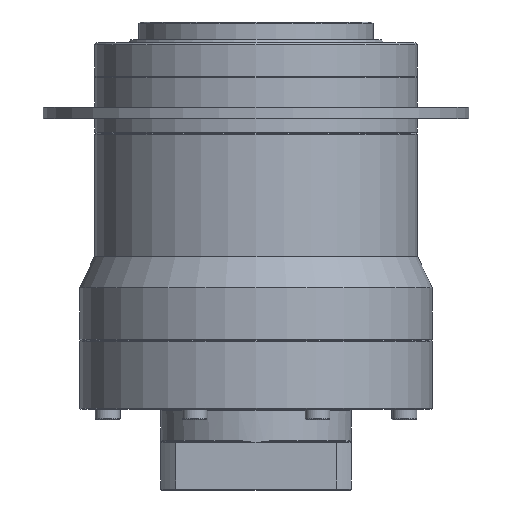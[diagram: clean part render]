
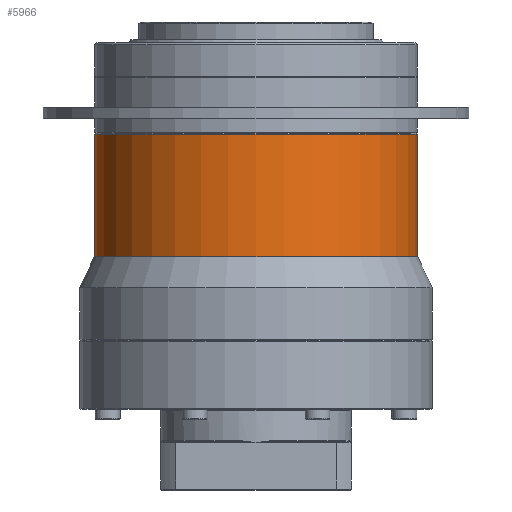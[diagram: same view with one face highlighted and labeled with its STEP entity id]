
A CAD part, front view. The second image highlights one B-rep face of the part: STEP entity #5966.
In plain terms, the highlighted cylindrical face has radius 55 mm (diameter 110 mm), a partial arc.
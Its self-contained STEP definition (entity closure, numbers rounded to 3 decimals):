
#189 = VERTEX_POINT ( 'NONE', #7398 ) ;
#1047 = EDGE_LOOP ( 'NONE', ( #1054, #10795, #13749, #4715 ) ) ;
#1054 = ORIENTED_EDGE ( 'NONE', *, *, #4729, .F. ) ;
#1111 = VECTOR ( 'NONE', #10315, 1000. ) ;
#1359 = EDGE_CURVE ( 'NONE', #4671, #9315, #1725, .T. ) ;
#1378 = EDGE_CURVE ( 'NONE', #14071, #189, #7971, .T. ) ;
#1476 = LINE ( 'NONE', #12647, #1111 ) ;
#1725 = CIRCLE ( 'NONE', #12520, 55. ) ;
#2766 = CARTESIAN_POINT ( 'NONE',  ( -55., 0., 59.3 ) ) ;
#2787 = CARTESIAN_POINT ( 'NONE',  ( -55., 0., 17.3 ) ) ;
#3522 = CARTESIAN_POINT ( 'NONE',  ( 55., 0., 59. ) ) ;
#4671 = VERTEX_POINT ( 'NONE', #2787 ) ;
#4715 = ORIENTED_EDGE ( 'NONE', *, *, #1359, .T. ) ;
#4729 = EDGE_CURVE ( 'NONE', #14071, #9315, #1476, .T. ) ;
#4847 = EDGE_CURVE ( 'NONE', #189, #4671, #8276, .T. ) ;
#5966 = ADVANCED_FACE ( 'NONE', ( #11246 ), #14167, .T. ) ;
#7398 = CARTESIAN_POINT ( 'NONE',  ( -55., 0., 59. ) ) ;
#7634 = DIRECTION ( 'NONE',  ( 0., 0., -1. ) ) ;
#7971 = CIRCLE ( 'NONE', #12496, 55. ) ;
#8276 = LINE ( 'NONE', #2766, #11017 ) ;
#8809 = DIRECTION ( 'NONE',  ( 1., 0., 0. ) ) ;
#8869 = DIRECTION ( 'NONE',  ( 0., 0., -1. ) ) ;
#8901 = CARTESIAN_POINT ( 'NONE',  ( 0., 0., 59. ) ) ;
#9144 = DIRECTION ( 'NONE',  ( 0., 0., -1. ) ) ;
#9315 = VERTEX_POINT ( 'NONE', #9389 ) ;
#9331 = DIRECTION ( 'NONE',  ( 1., 0., 0. ) ) ;
#9349 = DIRECTION ( 'NONE',  ( 0., 0., 1. ) ) ;
#9378 = CARTESIAN_POINT ( 'NONE',  ( 0., 0., 17.3 ) ) ;
#9389 = CARTESIAN_POINT ( 'NONE',  ( 55., 0., 17.3 ) ) ;
#9412 = CARTESIAN_POINT ( 'NONE',  ( 0., 0., 59.3 ) ) ;
#9716 = DIRECTION ( 'NONE',  ( -1., 0., 0. ) ) ;
#9892 = AXIS2_PLACEMENT_3D ( 'NONE', #9412, #9144, #9716 ) ;
#10315 = DIRECTION ( 'NONE',  ( 0., 0., -1. ) ) ;
#10795 = ORIENTED_EDGE ( 'NONE', *, *, #1378, .T. ) ;
#11017 = VECTOR ( 'NONE', #7634, 1000. ) ;
#11246 = FACE_OUTER_BOUND ( 'NONE', #1047, .T. ) ;
#12496 = AXIS2_PLACEMENT_3D ( 'NONE', #8901, #8869, #8809 ) ;
#12520 = AXIS2_PLACEMENT_3D ( 'NONE', #9378, #9349, #9331 ) ;
#12647 = CARTESIAN_POINT ( 'NONE',  ( 55., 0., 59.3 ) ) ;
#13749 = ORIENTED_EDGE ( 'NONE', *, *, #4847, .T. ) ;
#14071 = VERTEX_POINT ( 'NONE', #3522 ) ;
#14167 = CYLINDRICAL_SURFACE ( 'NONE', #9892, 55. ) ;
